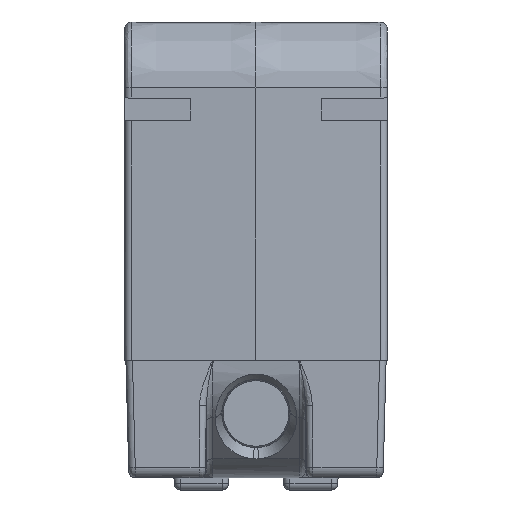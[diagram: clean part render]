
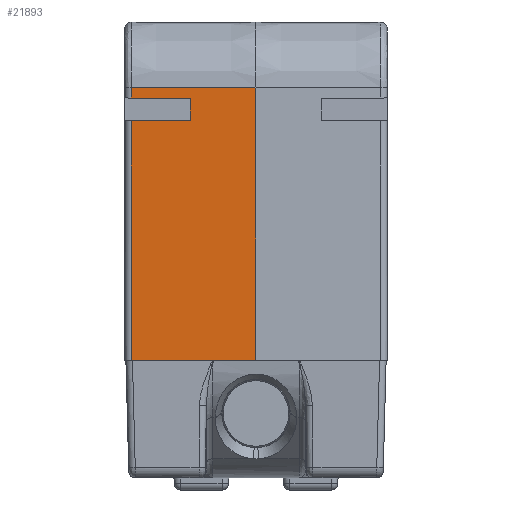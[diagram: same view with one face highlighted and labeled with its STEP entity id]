
A CAD part, front view. The second image highlights one B-rep face of the part: STEP entity #21893.
In plain terms, the highlighted face is planar.
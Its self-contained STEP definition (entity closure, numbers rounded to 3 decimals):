
#453=DIRECTION('',(-0.035,0.,0.999));
#454=VECTOR('',#453,5.714);
#455=CARTESIAN_POINT('',(0.199,0.,-5.71));
#456=LINE('',#455,#454);
#457=DIRECTION('',(0.,1.,0.));
#458=VECTOR('',#457,10.946);
#459=CARTESIAN_POINT('',(0.199,0.,-5.71));
#460=LINE('',#459,#458);
#461=DIRECTION('',(-0.035,0.009,0.999));
#462=VECTOR('',#461,2.712);
#463=CARTESIAN_POINT('',(0.199,10.946,-5.71));
#464=LINE('',#463,#462);
#465=DIRECTION('',(0.,1.,0.));
#466=VECTOR('',#465,1.);
#467=CARTESIAN_POINT('',(0.105,10.97,-3.));
#468=LINE('',#467,#466);
#469=DIRECTION('',(-0.035,-0.009,0.999));
#470=VECTOR('',#469,2.712);
#471=CARTESIAN_POINT('',(0.199,11.994,-5.71));
#472=LINE('',#471,#470);
#473=DIRECTION('',(0.,1.,0.));
#474=VECTOR('',#473,0.476);
#475=CARTESIAN_POINT('',(0.199,11.994,-5.71));
#476=LINE('',#475,#474);
#477=DIRECTION('',(0.035,0.,-0.999));
#478=VECTOR('',#477,5.714);
#479=CARTESIAN_POINT('',(0.,12.47,0.));
#480=LINE('',#479,#478);
#494=CARTESIAN_POINT('',(0.199,10.946,-5.71));
#508=CARTESIAN_POINT('',(0.199,11.994,-5.71));
#2290=DIRECTION('',(0.,-1.,0.));
#2291=VECTOR('',#2290,12.47);
#2292=CARTESIAN_POINT('',(0.,12.47,0.));
#2293=LINE('',#2292,#2291);
#2342=CARTESIAN_POINT('',(0.,12.47,0.));
#20397=CARTESIAN_POINT('',(0.105,10.97,-3.));
#20398=CARTESIAN_POINT('',(0.105,11.97,-3.));
#20399=VERTEX_POINT('',#20397);
#20400=VERTEX_POINT('',#20398);
#20407=VERTEX_POINT('',#508);
#20411=CARTESIAN_POINT('',(0.199,12.47,-5.71));
#20412=VERTEX_POINT('',#20411);
#20417=VERTEX_POINT('',#2342);
#20422=VERTEX_POINT('',#494);
#21098=CARTESIAN_POINT('',(0.,0.,0.));
#21100=VERTEX_POINT('',#21098);
#21102=CARTESIAN_POINT('',(0.199,0.,-5.71));
#21103=VERTEX_POINT('',#21102);
#21871=CARTESIAN_POINT('',(0.,15.47,0.));
#21872=DIRECTION('',(-0.999,0.,-0.035));
#21873=DIRECTION('',(0.,-1.,0.));
#21874=AXIS2_PLACEMENT_3D('',#21871,#21872,#21873);
#21875=PLANE('',#21874);
#21876=ORIENTED_EDGE('',*,*,#21855,.F.);
#21878=ORIENTED_EDGE('',*,*,#21877,.T.);
#21880=ORIENTED_EDGE('',*,*,#21879,.T.);
#21882=ORIENTED_EDGE('',*,*,#21881,.T.);
#21884=ORIENTED_EDGE('',*,*,#21883,.F.);
#21886=ORIENTED_EDGE('',*,*,#21885,.T.);
#21888=ORIENTED_EDGE('',*,*,#21887,.F.);
#21890=ORIENTED_EDGE('',*,*,#21889,.T.);
#21891=EDGE_LOOP('',(#21876,#21878,#21880,#21882,#21884,#21886,#21888,#21890));
#21892=FACE_OUTER_BOUND('',#21891,.F.);
#21893=ADVANCED_FACE('',(#21892),#21875,.T.);
#21855=EDGE_CURVE('',#21103,#21100,#456,.T.);
#21877=EDGE_CURVE('',#21103,#20422,#460,.T.);
#21879=EDGE_CURVE('',#20422,#20399,#464,.T.);
#21881=EDGE_CURVE('',#20399,#20400,#468,.T.);
#21883=EDGE_CURVE('',#20407,#20400,#472,.T.);
#21885=EDGE_CURVE('',#20407,#20412,#476,.T.);
#21887=EDGE_CURVE('',#20417,#20412,#480,.T.);
#21889=EDGE_CURVE('',#20417,#21100,#2293,.T.);
